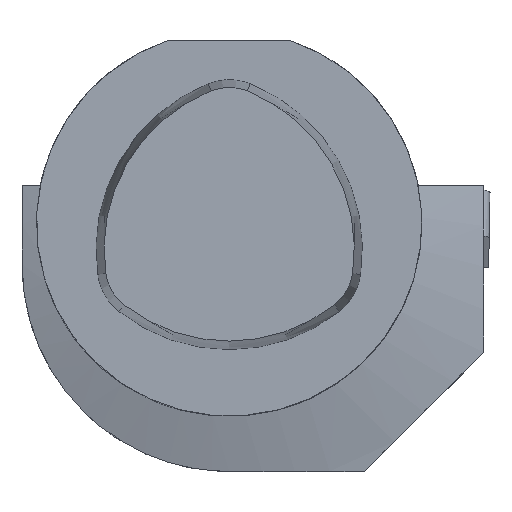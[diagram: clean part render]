
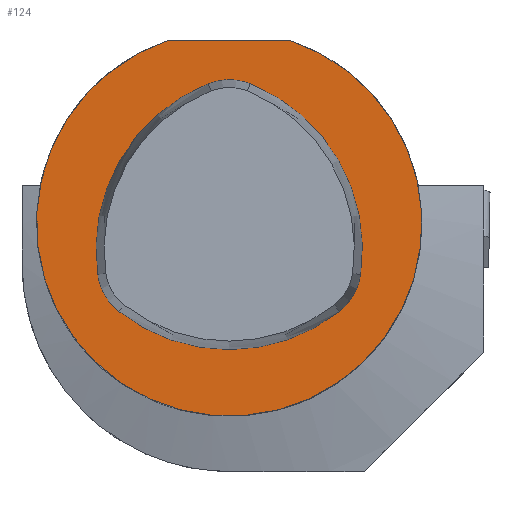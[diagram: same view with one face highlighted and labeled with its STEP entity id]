
A CAD part, top view. The second image highlights one B-rep face of the part: STEP entity #124.
In plain terms, the highlighted planar face has unit normal (0, 0, 1).
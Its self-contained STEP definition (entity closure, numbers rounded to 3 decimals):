
#94=CIRCLE('',#949,20.);
#124=ADVANCED_FACE('',(#207),#168,.T.);
#168=PLANE('',#955);
#207=FACE_OUTER_BOUND('',#257,.T.);
#257=EDGE_LOOP('',(#403,#404));
#403=ORIENTED_EDGE('',*,*,#674,.T.);
#404=ORIENTED_EDGE('',*,*,#687,.T.);
#580=VERTEX_POINT('',#1417);
#581=VERTEX_POINT('',#1419);
#674=EDGE_CURVE('',#581,#580,#94,.T.);
#687=EDGE_CURVE('',#580,#581,#781,.T.);
#781=LINE('',#1461,#863);
#863=VECTOR('',#1127,1.);
#949=AXIS2_PLACEMENT_3D('',#1418,#1109,#1110);
#955=AXIS2_PLACEMENT_3D('',#1462,#1128,#1129);
#1109=DIRECTION('',(0.,0.,1.));
#1110=DIRECTION('',(1.,0.,0.));
#1127=DIRECTION('',(-1.,0.,0.));
#1128=DIRECTION('',(0.,0.,1.));
#1129=DIRECTION('',(1.,0.,0.));
#1417=CARTESIAN_POINT('',(6.245,19.,0.));
#1418=CARTESIAN_POINT('',(0.,0.,0.));
#1419=CARTESIAN_POINT('',(-6.245,19.,0.));
#1461=CARTESIAN_POINT('',(0.,19.,0.));
#1462=CARTESIAN_POINT('',(0.,0.,0.));
